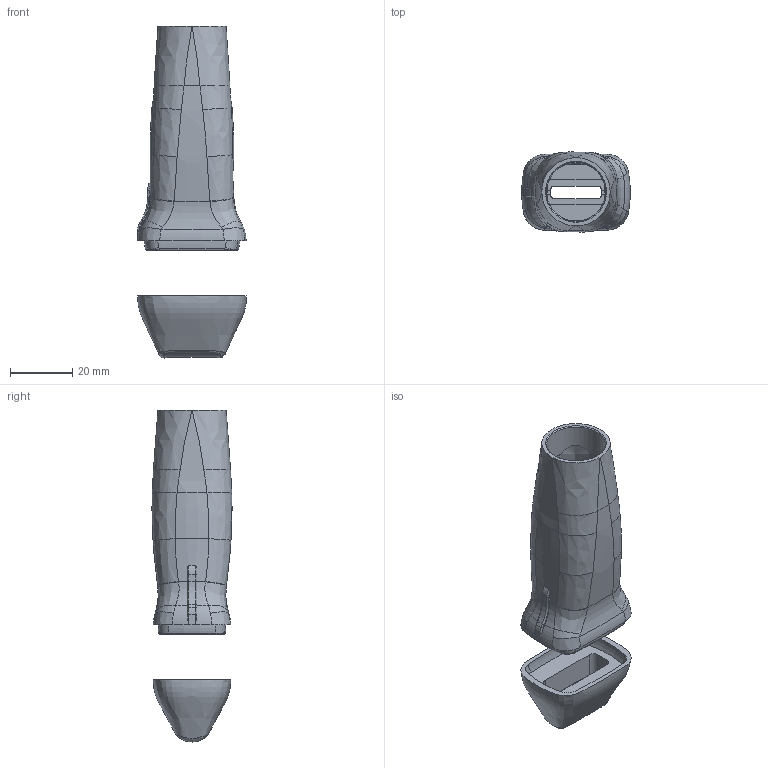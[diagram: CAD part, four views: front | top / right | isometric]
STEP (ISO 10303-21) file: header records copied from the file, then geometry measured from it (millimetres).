
FILE_DESCRIPTION( ( 'STEP AP214' ), '1' );
FILE_NAME( 'Ensemble boîtier moulé 1005.step', '2013-07-10T07:12:43', ( ' ' ), ( ' ' ), 'XStep 1.0', ' ', ' ' );
FILE_SCHEMA( ( 'automotive_design' ) );
Length unit declared in the file: millimetre
Products named in the file (2): 1; 2
Bounding box: 35 x 25.82 x 107.03 mm (x, y, z)
Volume: 19277.3 mm3; surface area: 15500 mm2
Topology: 2 solids, 2 shells, 268 faces, 694 edges, 424 vertices
Faces by surface type: bspline 106, plane 49, cylinder 48, torus 48, cone 9, sphere 8
Full cylindrical faces by diameter (mm): 19 x1
Entity records: 20326 total; most frequent: CARTESIAN_POINT 12486, ORIENTED_EDGE 1362, DIRECTION 972, EDGE_CURVE 681, VERTEX_POINT 423, AXIS2_PLACEMENT_3D 417, B_SPLINE_CURVE_WITH_KNOTS 290, EDGE_LOOP 278
